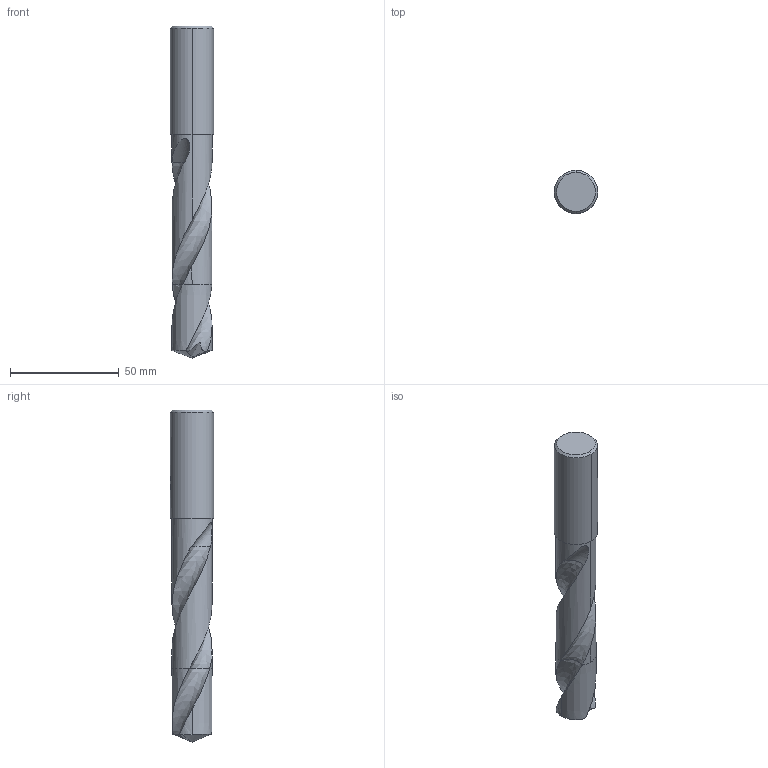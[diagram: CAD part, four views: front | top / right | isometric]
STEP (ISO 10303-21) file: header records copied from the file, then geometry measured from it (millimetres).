
FILE_DESCRIPTION(('no description'),'unknown implementation level');
FILE_NAME('solidYx19VwmPg5beW0VQgyQovCjOi9c_1.STP',' ',('CIM GmbH Aachen'),('CADClick - KiM GmbH - www.kimweb.de'),'unknown preprocess','ACIS','unknown authorization');
FILE_SCHEMA(('automotive_design'));
Length unit declared in the file: millimetre
Products named in the file (2): 1; 2
Bounding box: 20 x 20 x 153 mm (x, y, z)
Volume: 36381.2 mm3; surface area: 10312.2 mm2
Topology: 2 solids, 2 shells, 53 faces, 141 edges, 89 vertices
Faces by surface type: plane 19, cylinder 14, cone 14, bspline 4, revolution 2
Entity records: 8769 total; most frequent: CARTESIAN_POINT 5968, STYLED_ITEM 281, PRESENTATION_STYLE_ASSIGNMENT 281, COLOUR_RGB 281, ORIENTED_EDGE 274, DIRECTION 217, EDGE_CURVE 137, CURVE_STYLE 137
